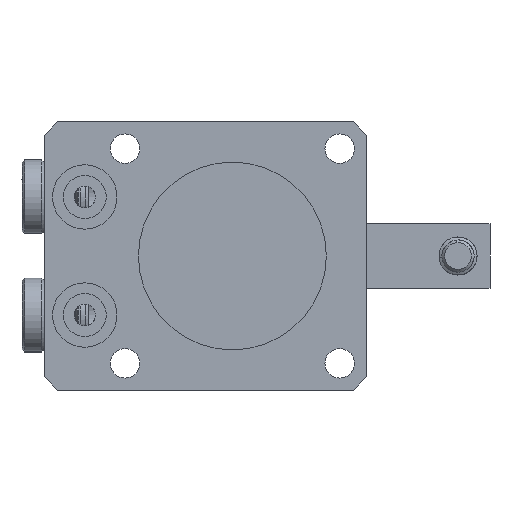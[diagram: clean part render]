
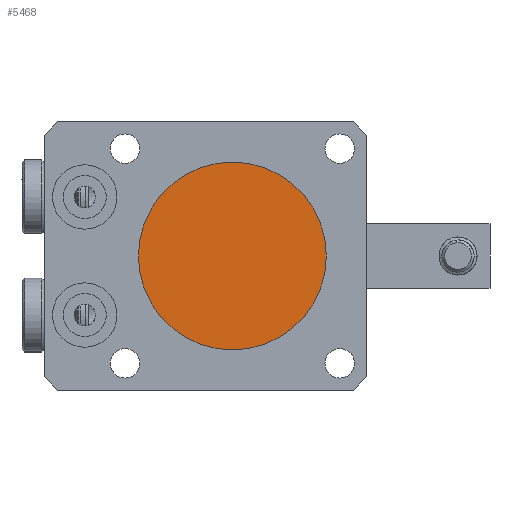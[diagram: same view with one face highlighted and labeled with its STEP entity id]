
A CAD part, front view. The second image highlights one B-rep face of the part: STEP entity #5468.
In plain terms, the highlighted planar face has unit normal (0, -1, 0).
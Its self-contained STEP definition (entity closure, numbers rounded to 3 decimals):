
#601 = ORIENTED_EDGE ( 'NONE', *, *, #12685, .T. ) ;
#673 = VERTEX_POINT ( 'NONE', #11562 ) ;
#1914 = EDGE_LOOP ( 'NONE', ( #601, #11196 ) ) ;
#2196 = CARTESIAN_POINT ( 'NONE',  ( 300.927, -3.842, 0. ) ) ;
#3446 = DIRECTION ( 'NONE',  ( 0., 0., -1. ) ) ;
#3994 = DIRECTION ( 'NONE',  ( 0., -1., 0. ) ) ;
#4026 = AXIS2_PLACEMENT_3D ( 'NONE', #2196, #10844, #3446 ) ;
#4764 = EDGE_CURVE ( 'NONE', #6152, #673, #13199, .T. ) ;
#5468 = ADVANCED_FACE ( 'NONE', ( #7338 ), #11412, .T. ) ;
#6152 = VERTEX_POINT ( 'NONE', #13304 ) ;
#6902 = AXIS2_PLACEMENT_3D ( 'NONE', #7384, #16047, #8630 ) ;
#7338 = FACE_OUTER_BOUND ( 'NONE', #1914, .T. ) ;
#7384 = CARTESIAN_POINT ( 'NONE',  ( 300.927, -3.842, 0. ) ) ;
#7852 = CIRCLE ( 'NONE', #6902, 17.5 ) ;
#8630 = DIRECTION ( 'NONE',  ( 0., 0., -1. ) ) ;
#8937 = CARTESIAN_POINT ( 'NONE',  ( 300.927, -3.842, 0. ) ) ;
#10054 = AXIS2_PLACEMENT_3D ( 'NONE', #8937, #3994, #12671 ) ;
#10844 = DIRECTION ( 'NONE',  ( 0., -1., 0. ) ) ;
#11196 = ORIENTED_EDGE ( 'NONE', *, *, #4764, .T. ) ;
#11412 = PLANE ( 'NONE',  #10054 ) ;
#11562 = CARTESIAN_POINT ( 'NONE',  ( 300.927, -3.842, -17.5 ) ) ;
#12671 = DIRECTION ( 'NONE',  ( 0., 0., -1. ) ) ;
#12685 = EDGE_CURVE ( 'NONE', #673, #6152, #7852, .T. ) ;
#13199 = CIRCLE ( 'NONE', #4026, 17.5 ) ;
#13304 = CARTESIAN_POINT ( 'NONE',  ( 300.927, -3.842, 17.5 ) ) ;
#16047 = DIRECTION ( 'NONE',  ( 0., -1., 0. ) ) ;
